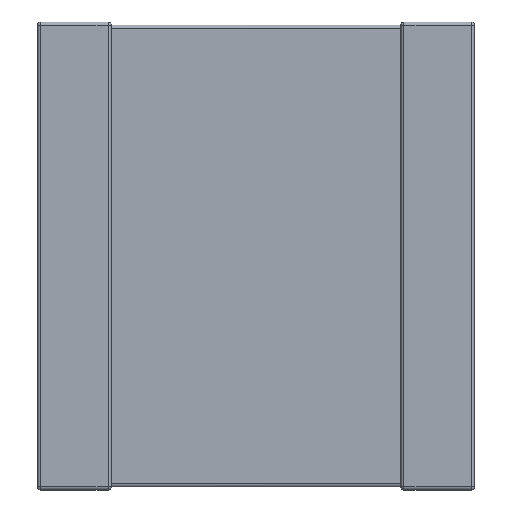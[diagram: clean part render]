
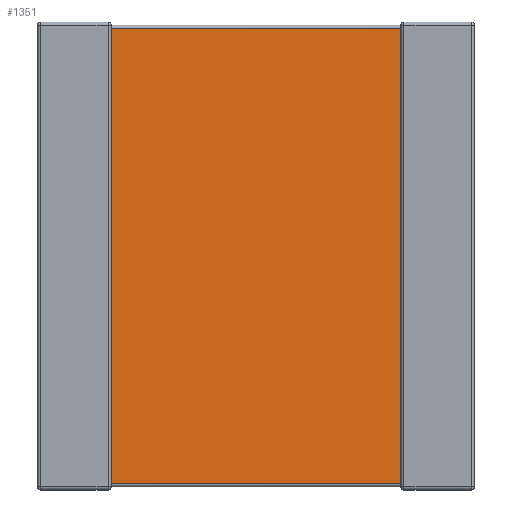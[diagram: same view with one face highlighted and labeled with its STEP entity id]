
A CAD part, front view. The second image highlights one B-rep face of the part: STEP entity #1351.
In plain terms, the highlighted planar face has unit normal (0, -1, 0).
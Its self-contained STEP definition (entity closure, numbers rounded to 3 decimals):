
#152 = CARTESIAN_POINT ( 'NONE',  ( 1.67, 0.07, -10.6 ) ) ;
#360 = EDGE_CURVE ( 'NONE', #6138, #4680, #2185, .T. ) ;
#365 = VECTOR ( 'NONE', #6737, 1000. ) ;
#488 = CARTESIAN_POINT ( 'NONE',  ( 1.67, 0.07, -0.14 ) ) ;
#562 = LINE ( 'NONE', #488, #1335 ) ;
#593 = VERTEX_POINT ( 'NONE', #5473 ) ;
#885 = AXIS2_PLACEMENT_3D ( 'NONE', #3840, #6530, #1423 ) ;
#987 = ORIENTED_EDGE ( 'NONE', *, *, #3500, .T. ) ;
#1335 = VECTOR ( 'NONE', #5167, 1000. ) ;
#1351 = ADVANCED_FACE ( 'NONE', ( #4284 ), #3208, .T. ) ;
#1423 = DIRECTION ( 'NONE',  ( 0., 0., -1. ) ) ;
#1633 = CARTESIAN_POINT ( 'NONE',  ( 8.23, 0.07, -10.46 ) ) ;
#1789 = LINE ( 'NONE', #152, #3497 ) ;
#2185 = LINE ( 'NONE', #1633, #2430 ) ;
#2430 = VECTOR ( 'NONE', #7312, 1000. ) ;
#2814 = EDGE_CURVE ( 'NONE', #6138, #3046, #1789, .T. ) ;
#3046 = VERTEX_POINT ( 'NONE', #4028 ) ;
#3208 = PLANE ( 'NONE',  #885 ) ;
#3368 = CARTESIAN_POINT ( 'NONE',  ( 8.23, 0.07, -10.6 ) ) ;
#3497 = VECTOR ( 'NONE', #5192, 1000. ) ;
#3500 = EDGE_CURVE ( 'NONE', #4680, #593, #3863, .T. ) ;
#3840 = CARTESIAN_POINT ( 'NONE',  ( 1.67, 0.07, -10.6 ) ) ;
#3863 = LINE ( 'NONE', #3368, #365 ) ;
#4028 = CARTESIAN_POINT ( 'NONE',  ( 1.67, 0.07, -0.14 ) ) ;
#4284 = FACE_OUTER_BOUND ( 'NONE', #4290, .T. ) ;
#4290 = EDGE_LOOP ( 'NONE', ( #5921, #6769, #987, #6381 ) ) ;
#4680 = VERTEX_POINT ( 'NONE', #5919 ) ;
#4932 = CARTESIAN_POINT ( 'NONE',  ( 1.67, 0.07, -10.46 ) ) ;
#5167 = DIRECTION ( 'NONE',  ( -1., 0., 0. ) ) ;
#5192 = DIRECTION ( 'NONE',  ( 0., 0., 1. ) ) ;
#5473 = CARTESIAN_POINT ( 'NONE',  ( 8.23, 0.07, -0.14 ) ) ;
#5919 = CARTESIAN_POINT ( 'NONE',  ( 8.23, 0.07, -10.46 ) ) ;
#5921 = ORIENTED_EDGE ( 'NONE', *, *, #2814, .F. ) ;
#5946 = EDGE_CURVE ( 'NONE', #593, #3046, #562, .T. ) ;
#6138 = VERTEX_POINT ( 'NONE', #4932 ) ;
#6381 = ORIENTED_EDGE ( 'NONE', *, *, #5946, .T. ) ;
#6530 = DIRECTION ( 'NONE',  ( 0., -1., 0. ) ) ;
#6737 = DIRECTION ( 'NONE',  ( 0., 0., 1. ) ) ;
#6769 = ORIENTED_EDGE ( 'NONE', *, *, #360, .T. ) ;
#7312 = DIRECTION ( 'NONE',  ( 1., 0., 0. ) ) ;
